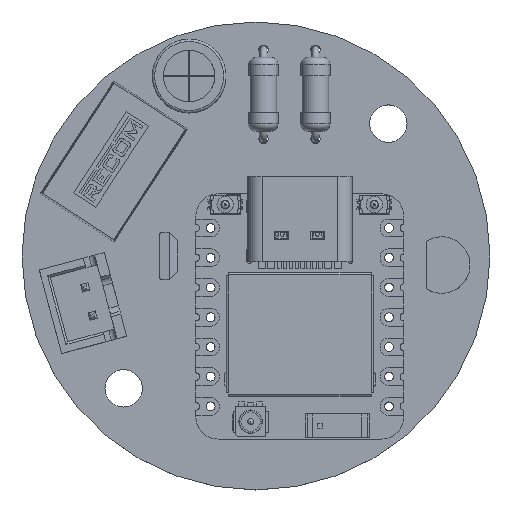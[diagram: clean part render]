
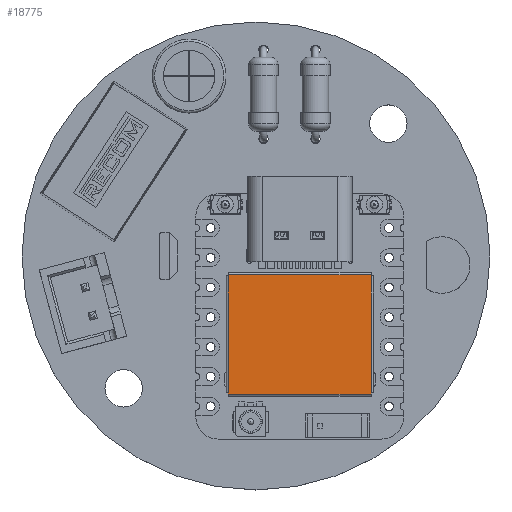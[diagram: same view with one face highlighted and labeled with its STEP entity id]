
A CAD part, top view. The second image highlights one B-rep face of the part: STEP entity #18775.
In plain terms, the highlighted face is planar.
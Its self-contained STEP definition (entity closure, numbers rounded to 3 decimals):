
#17687 = VERTEX_POINT('',#17688);
#17688 = CARTESIAN_POINT('',(5.272,3.,
    -12.211));
#17694 = EDGE_CURVE('',#17687,#17695,#17697,.T.);
#17695 = VERTEX_POINT('',#17696);
#17696 = CARTESIAN_POINT('',(5.372,3.,
    -12.211));
#17697 = LINE('',#17698,#17699);
#17698 = CARTESIAN_POINT('',(-1.462,3.,
    -12.211));
#17699 = VECTOR('',#17700,1.);
#17700 = DIRECTION('',(1.,0.,0.));
#18009 = VERTEX_POINT('',#18010);
#18010 = CARTESIAN_POINT('',(5.272,3.,
    -0.011));
#18243 = VERTEX_POINT('',#18244);
#18244 = CARTESIAN_POINT('',(-4.728,3.,
    -12.211));
#18352 = VERTEX_POINT('',#18353);
#18353 = CARTESIAN_POINT('',(-4.728,3.,
    -0.011));
#18385 = EDGE_CURVE('',#18352,#18009,#18386,.T.);
#18386 = LINE('',#18387,#18388);
#18387 = CARTESIAN_POINT('',(-1.362,3.,
    -0.011));
#18388 = VECTOR('',#18389,1.);
#18389 = DIRECTION('',(1.,0.,0.));
#18402 = VERTEX_POINT('',#18403);
#18403 = CARTESIAN_POINT('',(-4.828,3.,
    -0.011));
#18410 = EDGE_CURVE('',#18402,#18411,#18413,.T.);
#18411 = VERTEX_POINT('',#18412);
#18412 = CARTESIAN_POINT('',(-4.828,3.,
    -12.211));
#18413 = LINE('',#18414,#18415);
#18414 = CARTESIAN_POINT('',(-4.828,3.,
    -9.223));
#18415 = VECTOR('',#18416,1.);
#18416 = DIRECTION('',(0.,0.,-1.));
#18504 = EDGE_CURVE('',#18243,#17687,#18505,.T.);
#18505 = LINE('',#18506,#18507);
#18506 = CARTESIAN_POINT('',(-1.462,3.,
    -12.211));
#18507 = VECTOR('',#18508,1.);
#18508 = DIRECTION('',(1.,0.,0.));
#18574 = VERTEX_POINT('',#18575);
#18575 = CARTESIAN_POINT('',(5.372,3.,
    -0.011));
#18582 = EDGE_CURVE('',#18009,#18574,#18583,.T.);
#18583 = LINE('',#18584,#18585);
#18584 = CARTESIAN_POINT('',(-1.362,3.,
    -0.011));
#18585 = VECTOR('',#18586,1.);
#18586 = DIRECTION('',(1.,0.,0.));
#18642 = EDGE_CURVE('',#18411,#18243,#18643,.T.);
#18643 = LINE('',#18644,#18645);
#18644 = CARTESIAN_POINT('',(-1.462,3.,
    -12.211));
#18645 = VECTOR('',#18646,1.);
#18646 = DIRECTION('',(1.,0.,0.));
#18688 = EDGE_CURVE('',#18402,#18352,#18689,.T.);
#18689 = LINE('',#18690,#18691);
#18690 = CARTESIAN_POINT('',(-1.362,3.,
    -0.011));
#18691 = VECTOR('',#18692,1.);
#18692 = DIRECTION('',(1.,0.,0.));
#18763 = EDGE_CURVE('',#17695,#18574,#18764,.T.);
#18764 = LINE('',#18765,#18766);
#18765 = CARTESIAN_POINT('',(5.372,3.,
    -3.));
#18766 = VECTOR('',#18767,1.);
#18767 = DIRECTION('',(0.,0.,1.));
#18775 = ADVANCED_FACE('',(#18776),#18786,.T.);
#18776 = FACE_BOUND('',#18777,.T.);
#18777 = EDGE_LOOP('',(#18778,#18779,#18780,#18781,#18782,#18783,#18784,
    #18785));
#18778 = ORIENTED_EDGE('',*,*,#18763,.F.);
#18779 = ORIENTED_EDGE('',*,*,#17694,.F.);
#18780 = ORIENTED_EDGE('',*,*,#18504,.F.);
#18781 = ORIENTED_EDGE('',*,*,#18642,.F.);
#18782 = ORIENTED_EDGE('',*,*,#18410,.F.);
#18783 = ORIENTED_EDGE('',*,*,#18688,.T.);
#18784 = ORIENTED_EDGE('',*,*,#18385,.T.);
#18785 = ORIENTED_EDGE('',*,*,#18582,.T.);
#18786 = PLANE('',#18787);
#18787 = AXIS2_PLACEMENT_3D('',#18788,#18789,#18790);
#18788 = CARTESIAN_POINT('',(1.804,3.,
    -6.111));
#18789 = DIRECTION('',(0.,1.,0.));
#18790 = DIRECTION('',(0.,-0.,1.));
